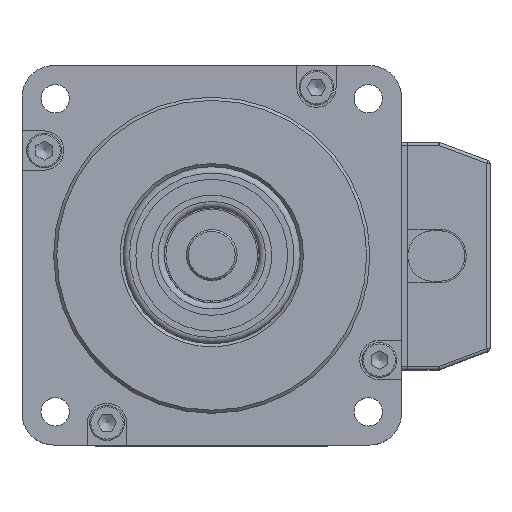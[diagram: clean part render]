
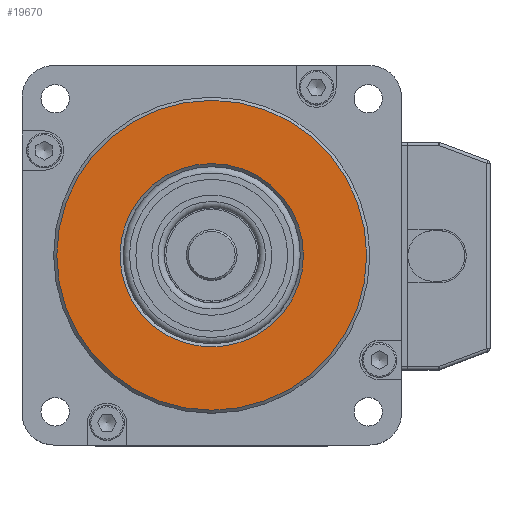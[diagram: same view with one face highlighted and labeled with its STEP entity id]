
A CAD part, top view. The second image highlights one B-rep face of the part: STEP entity #19670.
In plain terms, the highlighted planar face has unit normal (0, 0, 1).
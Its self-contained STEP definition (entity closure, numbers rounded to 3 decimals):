
#788=FACE_BOUND('',#2165,.T.);
#1042=FACE_OUTER_BOUND('',#2164,.T.);
#2164=EDGE_LOOP('',(#13014,#13015));
#2165=EDGE_LOOP('',(#13016));
#3410=CIRCLE('',#20948,24.5);
#3411=CIRCLE('',#20949,24.5);
#3412=CIRCLE('',#20950,14.5);
#7766=VERTEX_POINT('',#30381);
#7767=VERTEX_POINT('',#30382);
#7768=VERTEX_POINT('',#30385);
#9804=EDGE_CURVE('',#7766,#7767,#3410,.T.);
#9805=EDGE_CURVE('',#7767,#7766,#3411,.T.);
#9806=EDGE_CURVE('',#7768,#7768,#3412,.T.);
#13014=ORIENTED_EDGE('',*,*,#9804,.T.);
#13015=ORIENTED_EDGE('',*,*,#9805,.T.);
#13016=ORIENTED_EDGE('',*,*,#9806,.T.);
#17966=PLANE('',#20947);
#19670=ADVANCED_FACE('',(#1042,#788),#17966,.T.);
#20947=AXIS2_PLACEMENT_3D('',#30380,#23731,#23732);
#20948=AXIS2_PLACEMENT_3D('',#30383,#23733,#23734);
#20949=AXIS2_PLACEMENT_3D('',#30384,#23735,#23736);
#20950=AXIS2_PLACEMENT_3D('',#30386,#23737,#23738);
#23731=DIRECTION('center_axis',(0.,0.,1.));
#23732=DIRECTION('ref_axis',(0.,-1.,0.));
#23733=DIRECTION('center_axis',(0.,0.,1.));
#23734=DIRECTION('ref_axis',(0.,1.,0.));
#23735=DIRECTION('center_axis',(0.,0.,1.));
#23736=DIRECTION('ref_axis',(0.,1.,0.));
#23737=DIRECTION('center_axis',(0.,0.,-1.));
#23738=DIRECTION('ref_axis',(0.,-1.,0.));
#30380=CARTESIAN_POINT('Origin',(0.,0.,97.));
#30381=CARTESIAN_POINT('',(0.,-24.5,97.));
#30382=CARTESIAN_POINT('',(0.,24.5,97.));
#30383=CARTESIAN_POINT('Origin',(0.,0.,97.));
#30384=CARTESIAN_POINT('Origin',(0.,0.,97.));
#30385=CARTESIAN_POINT('',(0.,14.5,97.));
#30386=CARTESIAN_POINT('Origin',(0.,0.,97.));
